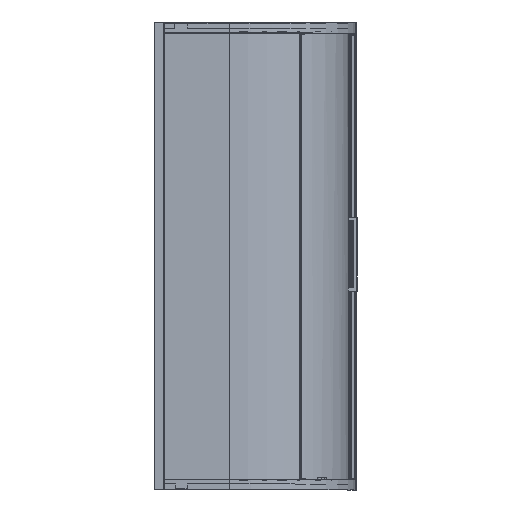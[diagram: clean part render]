
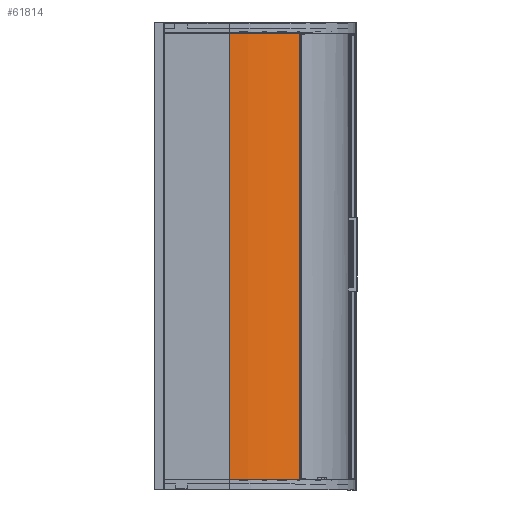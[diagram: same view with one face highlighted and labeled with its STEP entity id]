
A CAD part, top view. The second image highlights one B-rep face of the part: STEP entity #61814.
In plain terms, the highlighted cylindrical face has radius 535.442 mm (diameter 1070.88 mm), a partial arc.
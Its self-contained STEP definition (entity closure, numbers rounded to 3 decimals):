
#2006 = DIRECTION ( 'NONE',  ( 0., 1., 0. ) ) ;
#3319 = DIRECTION ( 'NONE',  ( 0., -1., 0. ) ) ;
#3550 = AXIS2_PLACEMENT_3D ( 'NONE', #97770, #12380, #46806 ) ;
#5037 = ORIENTED_EDGE ( 'NONE', *, *, #86934, .F. ) ;
#7028 = VECTOR ( 'NONE', #89892, 1000. ) ;
#7225 = CARTESIAN_POINT ( 'NONE',  ( 270.093, 1958., -8.3 ) ) ;
#12380 = DIRECTION ( 'NONE',  ( 0., -1., 0. ) ) ;
#12944 = CARTESIAN_POINT ( 'NONE',  ( 574.742, 2564.468, -104.677 ) ) ;
#17289 = VECTOR ( 'NONE', #96534, 1000. ) ;
#20635 = LINE ( 'NONE', #12944, #44467 ) ;
#21372 = EDGE_CURVE ( 'NONE', #68260, #23717, #96242, .T. ) ;
#23609 = DIRECTION ( 'NONE',  ( 0., -1., 0. ) ) ;
#23717 = VERTEX_POINT ( 'NONE', #96502 ) ;
#25855 = CARTESIAN_POINT ( 'NONE',  ( 574.742, 1958., -104.677 ) ) ;
#26328 = EDGE_CURVE ( 'NONE', #96250, #49364, #37237, .T. ) ;
#26399 = CIRCLE ( 'NONE', #97936, 535.442 ) ;
#28309 = CARTESIAN_POINT ( 'NONE',  ( 268.274, 49., -543.739 ) ) ;
#33492 = DIRECTION ( 'NONE',  ( 0., 0., 1. ) ) ;
#37237 = LINE ( 'NONE', #79858, #17289 ) ;
#38886 = DIRECTION ( 'NONE',  ( 0., -1., 0. ) ) ;
#40578 = VERTEX_POINT ( 'NONE', #25855 ) ;
#44049 = CARTESIAN_POINT ( 'NONE',  ( 574.742, 2564.468, -104.677 ) ) ;
#44115 = VERTEX_POINT ( 'NONE', #54102 ) ;
#44467 = VECTOR ( 'NONE', #3319, 1000. ) ;
#45641 = DIRECTION ( 'NONE',  ( 0., 1., 0. ) ) ;
#46017 = CARTESIAN_POINT ( 'NONE',  ( 268.274, 1952., -543.739 ) ) ;
#46649 = VECTOR ( 'NONE', #38886, 1000. ) ;
#46806 = DIRECTION ( 'NONE',  ( 0., 0., -1. ) ) ;
#49364 = VERTEX_POINT ( 'NONE', #68036 ) ;
#49881 = DIRECTION ( 'NONE',  ( 0., 0., -1. ) ) ;
#51424 = EDGE_CURVE ( 'NONE', #68805, #44115, #52075, .T. ) ;
#51776 = EDGE_CURVE ( 'NONE', #40578, #23717, #58511, .T. ) ;
#52075 = LINE ( 'NONE', #63720, #7028 ) ;
#52873 = CARTESIAN_POINT ( 'NONE',  ( 574.742, 49., -104.677 ) ) ;
#53542 = AXIS2_PLACEMENT_3D ( 'NONE', #90859, #23609, #49881 ) ;
#54102 = CARTESIAN_POINT ( 'NONE',  ( 270.093, 42., -8.3 ) ) ;
#54354 = FACE_OUTER_BOUND ( 'NONE', #58903, .T. ) ;
#54965 = VERTEX_POINT ( 'NONE', #52873 ) ;
#57172 = VERTEX_POINT ( 'NONE', #84295 ) ;
#57497 = CARTESIAN_POINT ( 'NONE',  ( 268.274, 1958., -543.739 ) ) ;
#58511 = LINE ( 'NONE', #44049, #46649 ) ;
#58903 = EDGE_LOOP ( 'NONE', ( #5037, #83246, #61772, #94632, #73376, #78858, #74396, #67397, #83035 ) ) ;
#61772 = ORIENTED_EDGE ( 'NONE', *, *, #51776, .F. ) ;
#61814 = ADVANCED_FACE ( 'NONE', ( #54354 ), #71410, .T. ) ;
#62940 = VECTOR ( 'NONE', #96391, 1000. ) ;
#63720 = CARTESIAN_POINT ( 'NONE',  ( 270.093, 2564.468, -8.3 ) ) ;
#66280 = EDGE_CURVE ( 'NONE', #57172, #54965, #75989, .T. ) ;
#67397 = ORIENTED_EDGE ( 'NONE', *, *, #72941, .F. ) ;
#68036 = CARTESIAN_POINT ( 'NONE',  ( 574.742, 42., -104.677 ) ) ;
#68260 = VERTEX_POINT ( 'NONE', #84542 ) ;
#68805 = VERTEX_POINT ( 'NONE', #7225 ) ;
#68891 = AXIS2_PLACEMENT_3D ( 'NONE', #46017, #45641, #87367 ) ;
#69595 = AXIS2_PLACEMENT_3D ( 'NONE', #28309, #2006, #77371 ) ;
#71410 = CYLINDRICAL_SURFACE ( 'NONE', #53542, 535.442 ) ;
#72941 = EDGE_CURVE ( 'NONE', #54965, #96250, #20635, .T. ) ;
#73376 = ORIENTED_EDGE ( 'NONE', *, *, #51424, .T. ) ;
#74396 = ORIENTED_EDGE ( 'NONE', *, *, #26328, .F. ) ;
#75989 = CIRCLE ( 'NONE', #69595, 535.442 ) ;
#77371 = DIRECTION ( 'NONE',  ( 0., 0., -1. ) ) ;
#77416 = EDGE_CURVE ( 'NONE', #49364, #44115, #77583, .T. ) ;
#77583 = CIRCLE ( 'NONE', #3550, 535.442 ) ;
#78858 = ORIENTED_EDGE ( 'NONE', *, *, #77416, .F. ) ;
#79858 = CARTESIAN_POINT ( 'NONE',  ( 574.742, 2564.468, -104.677 ) ) ;
#83035 = ORIENTED_EDGE ( 'NONE', *, *, #66280, .F. ) ;
#83246 = ORIENTED_EDGE ( 'NONE', *, *, #21372, .T. ) ;
#83992 = DIRECTION ( 'NONE',  ( 0., -1., 0. ) ) ;
#84295 = CARTESIAN_POINT ( 'NONE',  ( 569.803, 49., -101.27 ) ) ;
#84542 = CARTESIAN_POINT ( 'NONE',  ( 569.803, 1952., -101.27 ) ) ;
#86934 = EDGE_CURVE ( 'NONE', #68260, #57172, #91900, .T. ) ;
#87367 = DIRECTION ( 'NONE',  ( 0., 0., -1. ) ) ;
#87510 = CARTESIAN_POINT ( 'NONE',  ( 569.803, 2564.468, -101.27 ) ) ;
#89892 = DIRECTION ( 'NONE',  ( 0., -1., 0. ) ) ;
#90859 = CARTESIAN_POINT ( 'NONE',  ( 268.274, 2564.468, -543.739 ) ) ;
#91299 = EDGE_CURVE ( 'NONE', #40578, #68805, #26399, .T. ) ;
#91900 = LINE ( 'NONE', #87510, #62940 ) ;
#94632 = ORIENTED_EDGE ( 'NONE', *, *, #91299, .T. ) ;
#96242 = CIRCLE ( 'NONE', #68891, 535.442 ) ;
#96250 = VERTEX_POINT ( 'NONE', #105659 ) ;
#96391 = DIRECTION ( 'NONE',  ( 0., -1., 0. ) ) ;
#96502 = CARTESIAN_POINT ( 'NONE',  ( 574.742, 1952., -104.677 ) ) ;
#96534 = DIRECTION ( 'NONE',  ( 0., -1., 0. ) ) ;
#97770 = CARTESIAN_POINT ( 'NONE',  ( 268.274, 42., -543.739 ) ) ;
#97936 = AXIS2_PLACEMENT_3D ( 'NONE', #57497, #83992, #33492 ) ;
#105659 = CARTESIAN_POINT ( 'NONE',  ( 574.742, 48.7, -104.677 ) ) ;
